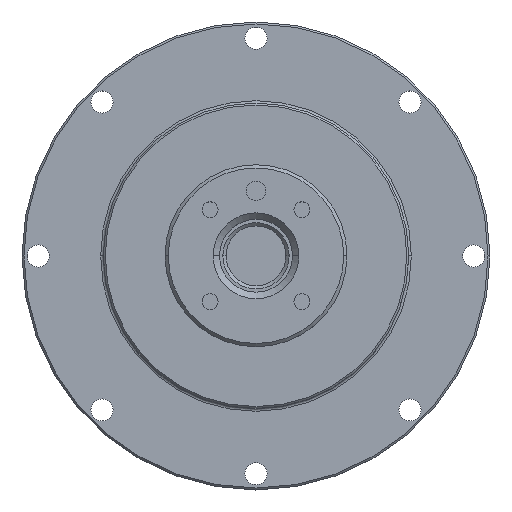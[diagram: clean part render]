
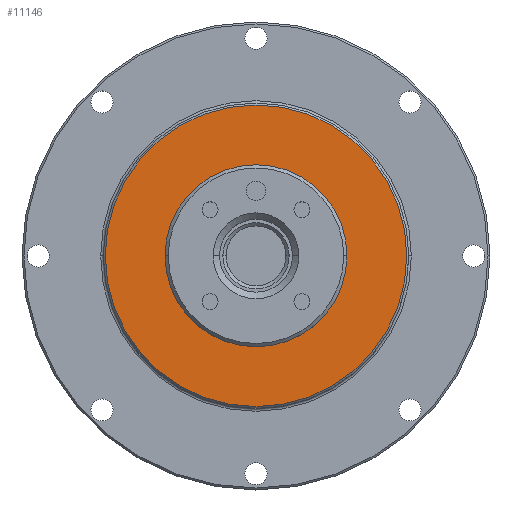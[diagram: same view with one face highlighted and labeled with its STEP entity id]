
A CAD part, top view. The second image highlights one B-rep face of the part: STEP entity #11146.
In plain terms, the highlighted planar face has unit normal (0, 0, 1).
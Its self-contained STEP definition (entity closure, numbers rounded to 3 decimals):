
#178 = FACE_BOUND ( 'NONE', #1246, .T. ) ;
#491 = EDGE_LOOP ( 'NONE', ( #4632, #10454 ) ) ;
#875 = FACE_OUTER_BOUND ( 'NONE', #491, .T. ) ;
#942 = DIRECTION ( 'NONE',  ( 0., 0., 1. ) ) ;
#1049 = CIRCLE ( 'NONE', #11672, 14. ) ;
#1135 = CARTESIAN_POINT ( 'NONE',  ( 0., 0., 2.3 ) ) ;
#1246 = EDGE_LOOP ( 'NONE', ( #6947, #5635 ) ) ;
#1659 = CARTESIAN_POINT ( 'NONE',  ( 0., 0., 2.3 ) ) ;
#1761 = AXIS2_PLACEMENT_3D ( 'NONE', #9462, #11241, #11581 ) ;
#1770 = DIRECTION ( 'NONE',  ( 0., 0., 1. ) ) ;
#2125 = VERTEX_POINT ( 'NONE', #4481 ) ;
#2815 = PLANE ( 'NONE',  #12150 ) ;
#3043 = DIRECTION ( 'NONE',  ( 1., 0., 0. ) ) ;
#3196 = VERTEX_POINT ( 'NONE', #11331 ) ;
#4481 = CARTESIAN_POINT ( 'NONE',  ( -23.2, 0., 2.3 ) ) ;
#4632 = ORIENTED_EDGE ( 'NONE', *, *, #5165, .T. ) ;
#5076 = EDGE_CURVE ( 'NONE', #6307, #13904, #11199, .T. ) ;
#5165 = EDGE_CURVE ( 'NONE', #2125, #3196, #12460, .T. ) ;
#5259 = EDGE_CURVE ( 'NONE', #3196, #2125, #10686, .T. ) ;
#5635 = ORIENTED_EDGE ( 'NONE', *, *, #10941, .F. ) ;
#6279 = DIRECTION ( 'NONE',  ( 1., 0., 0. ) ) ;
#6307 = VERTEX_POINT ( 'NONE', #10037 ) ;
#6947 = ORIENTED_EDGE ( 'NONE', *, *, #5076, .F. ) ;
#7129 = DIRECTION ( 'NONE',  ( 1., 0., 0. ) ) ;
#8103 = AXIS2_PLACEMENT_3D ( 'NONE', #1659, #8800, #3043 ) ;
#8592 = CARTESIAN_POINT ( 'NONE',  ( 0., 0., 2.3 ) ) ;
#8800 = DIRECTION ( 'NONE',  ( 0., 0., 1. ) ) ;
#9074 = CARTESIAN_POINT ( 'NONE',  ( 0., 0., 2.3 ) ) ;
#9313 = AXIS2_PLACEMENT_3D ( 'NONE', #1135, #14340, #10049 ) ;
#9462 = CARTESIAN_POINT ( 'NONE',  ( 0., 0., 2.3 ) ) ;
#10037 = CARTESIAN_POINT ( 'NONE',  ( -14., 0., 2.3 ) ) ;
#10049 = DIRECTION ( 'NONE',  ( 1., 0., 0. ) ) ;
#10454 = ORIENTED_EDGE ( 'NONE', *, *, #5259, .T. ) ;
#10686 = CIRCLE ( 'NONE', #9313, 23.2 ) ;
#10941 = EDGE_CURVE ( 'NONE', #13904, #6307, #1049, .T. ) ;
#11146 = ADVANCED_FACE ( 'NONE', ( #875, #178 ), #2815, .T. ) ;
#11199 = CIRCLE ( 'NONE', #8103, 14. ) ;
#11241 = DIRECTION ( 'NONE',  ( 0., 0., 1. ) ) ;
#11331 = CARTESIAN_POINT ( 'NONE',  ( 23.2, 0., 2.3 ) ) ;
#11581 = DIRECTION ( 'NONE',  ( 1., 0., 0. ) ) ;
#11672 = AXIS2_PLACEMENT_3D ( 'NONE', #8592, #942, #7129 ) ;
#12150 = AXIS2_PLACEMENT_3D ( 'NONE', #9074, #1770, #6279 ) ;
#12460 = CIRCLE ( 'NONE', #1761, 23.2 ) ;
#13904 = VERTEX_POINT ( 'NONE', #13972 ) ;
#13972 = CARTESIAN_POINT ( 'NONE',  ( 14., 0., 2.3 ) ) ;
#14340 = DIRECTION ( 'NONE',  ( 0., 0., 1. ) ) ;
